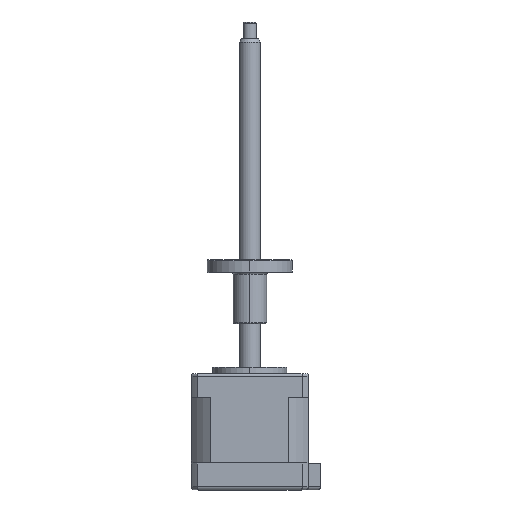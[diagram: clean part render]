
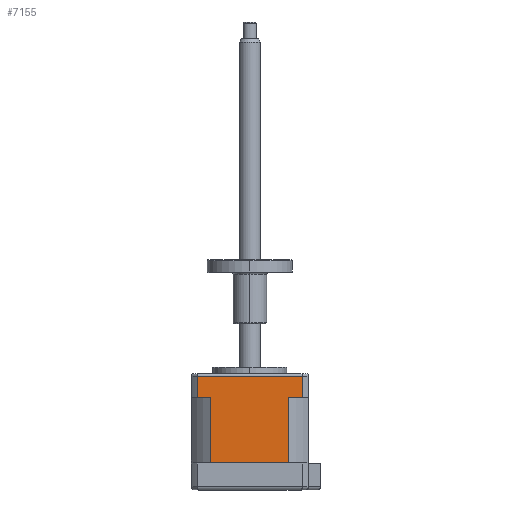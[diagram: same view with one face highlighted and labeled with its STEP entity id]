
A CAD part, top view. The second image highlights one B-rep face of the part: STEP entity #7155.
In plain terms, the highlighted planar face has unit normal (0, 0, 1).
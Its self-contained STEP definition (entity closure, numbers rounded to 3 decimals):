
#96 = CARTESIAN_POINT ( 'NONE',  ( -66.909, 34.254, 36.5 ) ) ;
#389 = LINE ( 'NONE', #6161, #407 ) ;
#391 = VECTOR ( 'NONE', #2522, 1000. ) ;
#407 = VECTOR ( 'NONE', #6131, 1000. ) ;
#462 = LINE ( 'NONE', #8654, #391 ) ;
#658 = CARTESIAN_POINT ( 'NONE',  ( -39.617, 27.954, 36.5 ) ) ;
#798 = EDGE_CURVE ( 'NONE', #2479, #3050, #2473, .T. ) ;
#1094 = VECTOR ( 'NONE', #7921, 1000. ) ;
#1175 = LINE ( 'NONE', #1801, #1094 ) ;
#1574 = LINE ( 'NONE', #96, #8262 ) ;
#1659 = VERTEX_POINT ( 'NONE', #658 ) ;
#1735 = VERTEX_POINT ( 'NONE', #9100 ) ;
#1761 = CARTESIAN_POINT ( 'NONE',  ( -39.617, 8.354, 36.5 ) ) ;
#1789 = VECTOR ( 'NONE', #2683, 1000. ) ;
#1800 = LINE ( 'NONE', #7240, #1789 ) ;
#1801 = CARTESIAN_POINT ( 'NONE',  ( -39.617, 8.354, 36.5 ) ) ;
#1953 = DIRECTION ( 'NONE',  ( 0., 0., -1. ) ) ;
#2025 = VERTEX_POINT ( 'NONE', #1761 ) ;
#2074 = ORIENTED_EDGE ( 'NONE', *, *, #798, .F. ) ;
#2220 = VERTEX_POINT ( 'NONE', #8369 ) ;
#2365 = FACE_OUTER_BOUND ( 'NONE', #5583, .T. ) ;
#2419 = EDGE_CURVE ( 'NONE', #9716, #2220, #389, .T. ) ;
#2473 = LINE ( 'NONE', #4904, #2481 ) ;
#2479 = VERTEX_POINT ( 'NONE', #5408 ) ;
#2481 = VECTOR ( 'NONE', #5720, 1000. ) ;
#2522 = DIRECTION ( 'NONE',  ( 0., 1., 0. ) ) ;
#2653 = VERTEX_POINT ( 'NONE', #3706 ) ;
#2683 = DIRECTION ( 'NONE',  ( 1., 0., 0. ) ) ;
#3050 = VERTEX_POINT ( 'NONE', #7654 ) ;
#3383 = EDGE_CURVE ( 'NONE', #1735, #2653, #8680, .T. ) ;
#3478 = EDGE_CURVE ( 'NONE', #1659, #9716, #8482, .T. ) ;
#3706 = CARTESIAN_POINT ( 'NONE',  ( -62.833, 27.954, 36.5 ) ) ;
#3986 = ORIENTED_EDGE ( 'NONE', *, *, #3478, .T. ) ;
#4636 = DIRECTION ( 'NONE',  ( -1., 0., 0. ) ) ;
#4904 = CARTESIAN_POINT ( 'NONE',  ( -66.909, 26.654, 36.5 ) ) ;
#4972 = PLANE ( 'NONE',  #7490 ) ;
#5408 = CARTESIAN_POINT ( 'NONE',  ( -66.909, 27.954, 36.5 ) ) ;
#5583 = EDGE_LOOP ( 'NONE', ( #6105, #3986, #9058, #6214, #2074, #6703, #9069, #6173 ) ) ;
#5720 = DIRECTION ( 'NONE',  ( 0., 1., 0. ) ) ;
#6105 = ORIENTED_EDGE ( 'NONE', *, *, #8445, .T. ) ;
#6131 = DIRECTION ( 'NONE',  ( 0., 1., 0. ) ) ;
#6161 = CARTESIAN_POINT ( 'NONE',  ( -35.541, 26.654, 36.5 ) ) ;
#6173 = ORIENTED_EDGE ( 'NONE', *, *, #7913, .F. ) ;
#6214 = ORIENTED_EDGE ( 'NONE', *, *, #9281, .T. ) ;
#6520 = CARTESIAN_POINT ( 'NONE',  ( -39.617, 8.354, 36.5 ) ) ;
#6703 = ORIENTED_EDGE ( 'NONE', *, *, #7492, .T. ) ;
#7155 = ADVANCED_FACE ( 'NONE', ( #2365 ), #4972, .F. ) ;
#7240 = CARTESIAN_POINT ( 'NONE',  ( -35.541, 27.954, 36.5 ) ) ;
#7302 = DIRECTION ( 'NONE',  ( 0., -1., 0. ) ) ;
#7490 = AXIS2_PLACEMENT_3D ( 'NONE', #6520, #1953, #7302 ) ;
#7492 = EDGE_CURVE ( 'NONE', #2479, #2653, #1800, .T. ) ;
#7614 = CARTESIAN_POINT ( 'NONE',  ( -35.541, 27.954, 36.5 ) ) ;
#7654 = CARTESIAN_POINT ( 'NONE',  ( -66.909, 34.254, 36.5 ) ) ;
#7666 = DIRECTION ( 'NONE',  ( 1., 0., 0. ) ) ;
#7913 = EDGE_CURVE ( 'NONE', #2025, #1735, #1175, .T. ) ;
#7921 = DIRECTION ( 'NONE',  ( -1., 0., 0. ) ) ;
#8262 = VECTOR ( 'NONE', #4636, 1000. ) ;
#8369 = CARTESIAN_POINT ( 'NONE',  ( -35.541, 34.254, 36.5 ) ) ;
#8432 = VECTOR ( 'NONE', #7666, 1000. ) ;
#8445 = EDGE_CURVE ( 'NONE', #2025, #1659, #462, .T. ) ;
#8482 = LINE ( 'NONE', #7614, #8432 ) ;
#8618 = VECTOR ( 'NONE', #8901, 1000. ) ;
#8654 = CARTESIAN_POINT ( 'NONE',  ( -39.617, 8.354, 36.5 ) ) ;
#8680 = LINE ( 'NONE', #8890, #8618 ) ;
#8890 = CARTESIAN_POINT ( 'NONE',  ( -62.833, 8.354, 36.5 ) ) ;
#8901 = DIRECTION ( 'NONE',  ( 0., 1., 0. ) ) ;
#9058 = ORIENTED_EDGE ( 'NONE', *, *, #2419, .T. ) ;
#9069 = ORIENTED_EDGE ( 'NONE', *, *, #3383, .F. ) ;
#9100 = CARTESIAN_POINT ( 'NONE',  ( -62.833, 8.354, 36.5 ) ) ;
#9281 = EDGE_CURVE ( 'NONE', #2220, #3050, #1574, .T. ) ;
#9716 = VERTEX_POINT ( 'NONE', #9857 ) ;
#9857 = CARTESIAN_POINT ( 'NONE',  ( -35.541, 27.954, 36.5 ) ) ;
